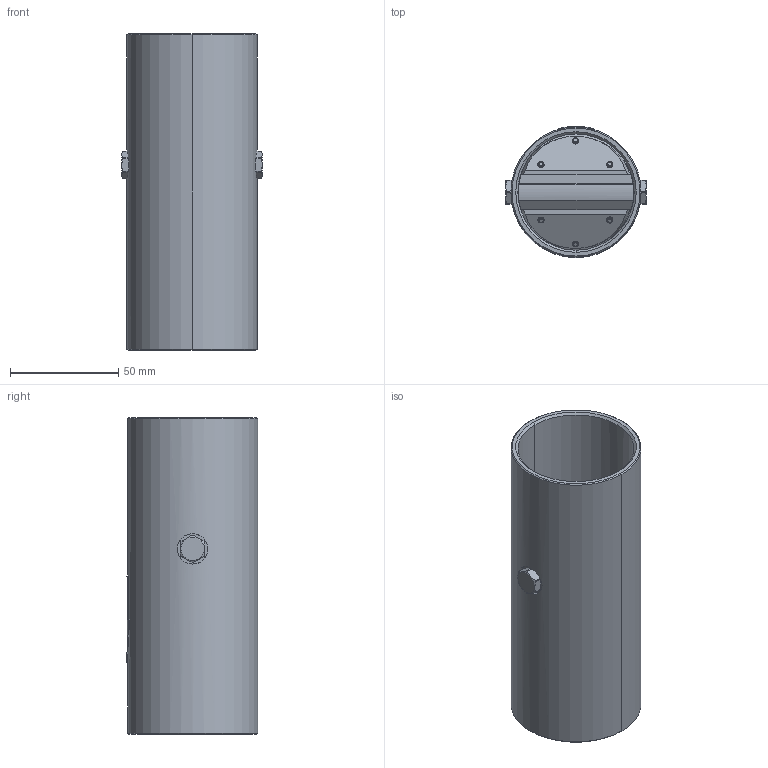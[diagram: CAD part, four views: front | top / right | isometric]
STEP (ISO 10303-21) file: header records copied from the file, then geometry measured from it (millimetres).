
FILE_DESCRIPTION((''),'2;1');
FILE_NAME('401-00088_ASM','2020-09-02T',('fjelitto'),('vacuvane vacuum technology gmbh'),'CREO PARAMETRIC BY PTC INC, 2018360','CREO PARAMETRIC BY PTC INC, 2018360','');
FILE_SCHEMA(('CONFIG_CONTROL_DESIGN'));
Length unit declared in the file: millimetre
Products named in the file (23): 401-00088-01; 2IN_INTERNALS_SPRING_DESI-54752; 2IN_INTERNALS_SPRING_DESI-54787; 2IN_INTERNALS_SPRING_DESI-54869; 2IN_INTERNALS_SPRING_DESI-54874; 2IN_INTERNALS_SPRING_DESI-54878; 2IN_INTERNALS_SPRING_DESI-54886; 2IN_INTERNALS_SPRING_DESI-54889; 2IN_INTERNALS_SPRING_DESI-54900; 2IN_INTERNALS_SPRING_DESI-54925; 2IN_INTERNALS_SPRING_DESI-55003; 2IN_INTERNALS_SPRING_DESI-55057; 2IN_INTERNALS_SPRING_DESI-55065; 2IN_INTERNALS_SPRING_DESI-55086; 2IN_INTERNALS_SPRING_DESI-55213; 2IN_INTERNALS_SPRING_DESI-55218; 2IN_INTERNALS_SPRING_DESI-55264; 2IN_INTERNALS_SPRING_DESI-55272; 2IN_INTERNALS_SPRING_DESI-55283; 13-1-0SP__2__ASM; 900-00041-04-DS_ASM; 900-00041-11; 401-00088_ASM
Assembly tree (23 placements, depth 4):
  401-00088_ASM
    401-00088-01
    900-00041-04-DS_ASM
      13-1-0SP__2__ASM
        2IN_INTERNALS_SPRING_DESI-54752
        2IN_INTERNALS_SPRING_DESI-54787
        2IN_INTERNALS_SPRING_DESI-54869
        2IN_INTERNALS_SPRING_DESI-54874
        2IN_INTERNALS_SPRING_DESI-54878
        2IN_INTERNALS_SPRING_DESI-54886
        2IN_INTERNALS_SPRING_DESI-54889
        2IN_INTERNALS_SPRING_DESI-54900
        2IN_INTERNALS_SPRING_DESI-54925
        2IN_INTERNALS_SPRING_DESI-55003
        2IN_INTERNALS_SPRING_DESI-55057
        2IN_INTERNALS_SPRING_DESI-55065
        2IN_INTERNALS_SPRING_DESI-55086
        2IN_INTERNALS_SPRING_DESI-55213
        2IN_INTERNALS_SPRING_DESI-55218
        2IN_INTERNALS_SPRING_DESI-55264
        2IN_INTERNALS_SPRING_DESI-55272
        2IN_INTERNALS_SPRING_DESI-55283
    900-00041-11  x2
Bounding box: 64.94 x 60.5 x 146 mm (x, y, z)
Volume: 105234 mm3; surface area: 75790.8 mm2
Topology: 21 solids, 21 shells, 1225 faces, 3488 edges, 2318 vertices
Faces by surface type: cylinder 736, plane 215, cone 198, torus 36, bspline 24, sphere 16
Entity records: 82439 total; most frequent: CARTESIAN_POINT 54456, ORIENTED_EDGE 6496, DIRECTION 4828, EDGE_CURVE 3248, VERTEX_POINT 2185, AXIS2_PLACEMENT_3D 1890, B_SPLINE_CURVE_WITH_KNOTS 1471, EDGE_LOOP 1195
